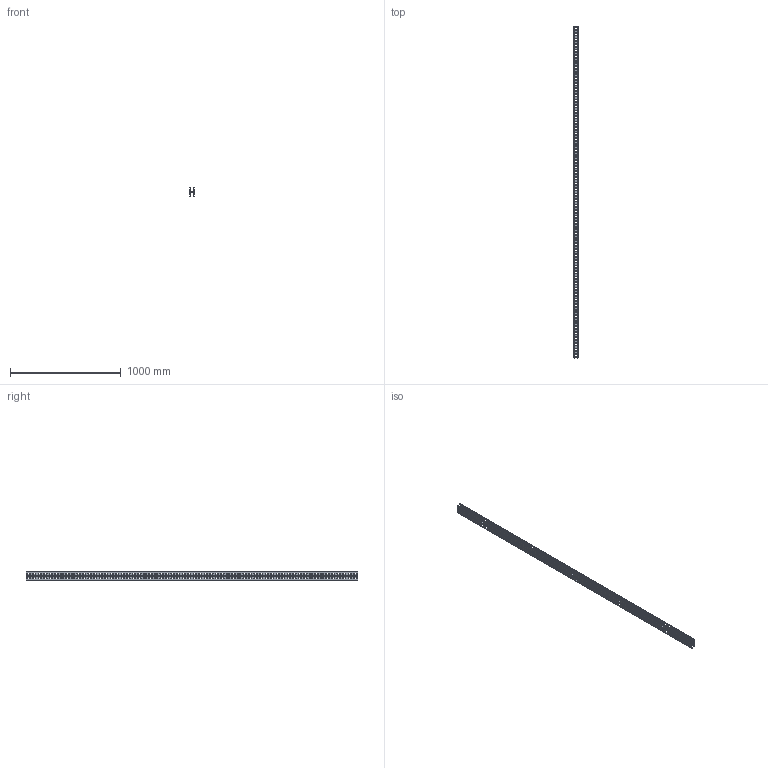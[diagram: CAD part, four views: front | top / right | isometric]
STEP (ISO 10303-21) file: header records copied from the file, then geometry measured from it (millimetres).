
FILE_DESCRIPTION((''),'2;1');
FILE_NAME('648830_ASM','2018-12-05T13:58:22',('tomasz.grudniewski'),(''),'CREO PARAMETRIC BY PTC INC, 2018260','CREO PARAMETRIC BY PTC INC, 2018260','');
FILE_SCHEMA(('CONFIG_CONTROL_DESIGN'));
Length unit declared in the file: millimetre
Products named in the file (2): 644330_PRT; 648830_ASM
Assembly tree (2 placements, depth 2):
  648830_ASM
    644330_PRT  x2
Bounding box: 41 x 3000 x 82 mm (x, y, z)
Volume: 1739727.2 mm3; surface area: 1490510.4 mm2
Topology: 2 solids, 2 shells, 1548 faces, 4536 edges, 2992 vertices
Faces by surface type: plane 804, cylinder 744
Entity records: 26607 total; most frequent: DIRECTION 4568, CARTESIAN_POINT 4542, ORIENTED_EDGE 4536, EDGE_CURVE 2268, VECTOR 1524, LINE 1524, AXIS2_PLACEMENT_3D 1522, VERTEX_POINT 1496
